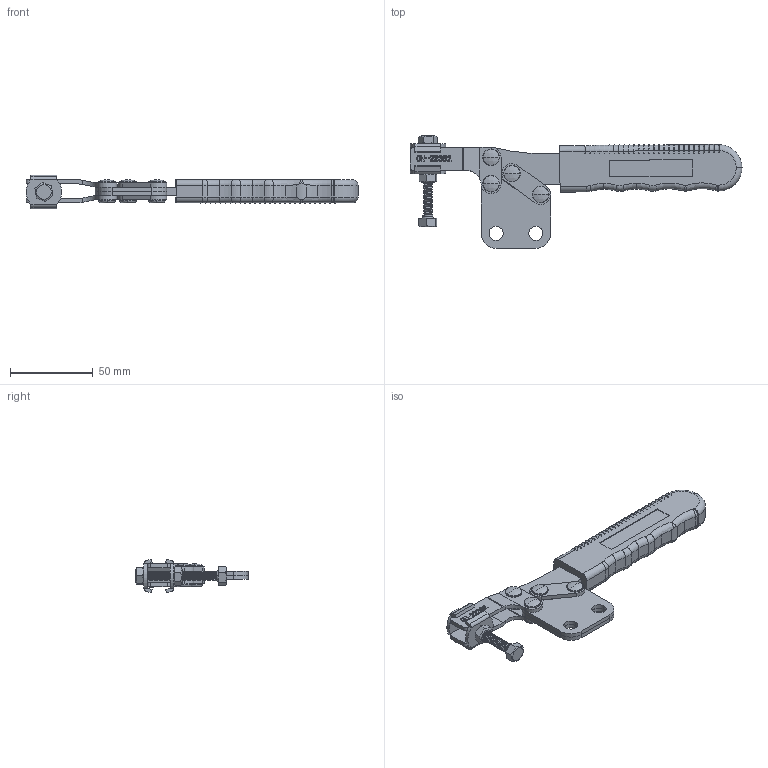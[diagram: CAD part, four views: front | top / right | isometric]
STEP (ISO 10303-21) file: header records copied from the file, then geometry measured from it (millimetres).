
FILE_DESCRIPTION (( 'STEP AP203' ), '1' );
FILE_NAME ('CH-22382.STEP', '2017-11-20T02:56:54', ( 'Windows' ), ( 'Microsoft' ), 'SwSTEP 2.0', 'SolidWorks 2015', '' );
FILE_SCHEMA (( 'CONFIG_CONTROL_DESIGN' ));
Length unit declared in the file: millimetre
Products named in the file (10): CH-22382; 22382-02; 21382-03; 21382-04; 21382-06; FW516; M6; 065010; 21382-05; 22382-01
Assembly tree (15 placements, depth 2):
  CH-22382
    22382-01
    22382-02
    21382-03
    21382-04  x2
    21382-06  x4
    FW516  x2
    M6  x2
    065010
    21382-05
Bounding box: 200.55 x 68.03 x 20.32 mm (x, y, z)
Volume: 60066 mm3; surface area: 37378.7 mm2
Topology: 17 solids, 17 shells, 1099 faces, 2783 edges, 1747 vertices
Faces by surface type: cylinder 362, plane 356, bspline 209, torus 114, cone 44, sphere 14
Entity records: 42926 total; most frequent: CARTESIAN_POINT 19508, ORIENTED_EDGE 4902, DIRECTION 4179, EDGE_CURVE 2451, VERTEX_POINT 1543, AXIS2_PLACEMENT_3D 1465, LINE 1249, VECTOR 1249
